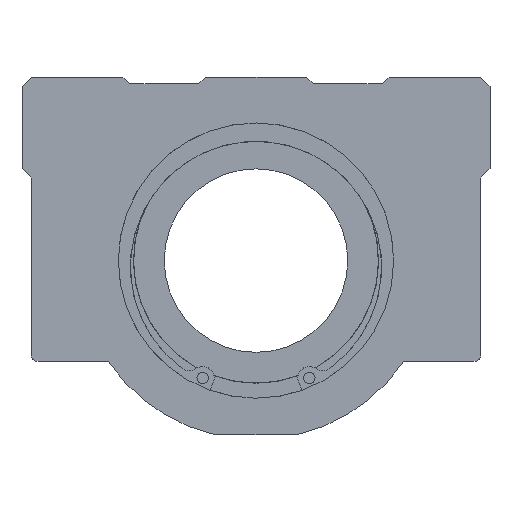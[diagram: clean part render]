
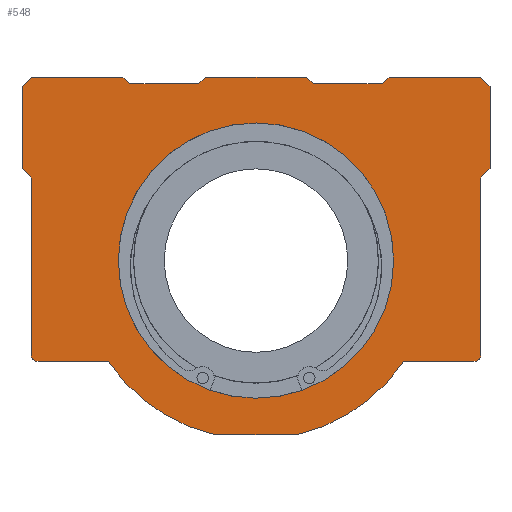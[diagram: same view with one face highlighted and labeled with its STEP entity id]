
A CAD part, left-side view. The second image highlights one B-rep face of the part: STEP entity #548.
In plain terms, the highlighted planar face has unit normal (-1, 0, 0).
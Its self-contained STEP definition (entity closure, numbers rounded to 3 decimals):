
#248=CIRCLE('',#4642,30.);
#253=CIRCLE('',#4657,1.5);
#260=CIRCLE('',#4667,1.5);
#261=CIRCLE('',#4669,39.);
#262=CIRCLE('',#4670,39.);
#548=ADVANCED_FACE('',(#962,#963),#788,.F.);
#788=PLANE('',#4671);
#962=FACE_BOUND('',#1109,.T.);
#963=FACE_BOUND('',#1110,.T.);
#1109=EDGE_LOOP('',(#2371,#2372,#2373,#2374,#2375,#2376,#2377,#2378,#2379,
#2380,#2381,#2382,#2383,#2384,#2385,#2386,#2387,#2388,#2389,#2390,#2391,
#2392,#2393,#2394));
#1110=EDGE_LOOP('',(#2395));
#1384=LINE('',#6012,#1698);
#1409=LINE('',#6464,#1723);
#1461=LINE('',#6796,#1775);
#1467=LINE('',#6810,#1781);
#1470=LINE('',#6815,#1784);
#1473=LINE('',#6821,#1787);
#1474=LINE('',#6823,#1788);
#1480=LINE('',#6839,#1794);
#1494=LINE('',#6881,#1808);
#1495=LINE('',#6885,#1809);
#1496=LINE('',#6886,#1810);
#1497=LINE('',#6888,#1811);
#1498=LINE('',#6890,#1812);
#1499=LINE('',#6892,#1813);
#1500=LINE('',#6894,#1814);
#1501=LINE('',#6895,#1815);
#1502=LINE('',#6897,#1816);
#1503=LINE('',#6899,#1817);
#1504=LINE('',#6901,#1818);
#1505=LINE('',#6903,#1819);
#1698=VECTOR('',#4874,1.);
#1723=VECTOR('',#4901,1.);
#1775=VECTOR('',#5133,1.);
#1781=VECTOR('',#5141,1.);
#1784=VECTOR('',#5146,1.);
#1787=VECTOR('',#5151,1.);
#1788=VECTOR('',#5154,1.);
#1794=VECTOR('',#5168,1.);
#1808=VECTOR('',#5204,1.);
#1809=VECTOR('',#5207,1.);
#1810=VECTOR('',#5208,1.);
#1811=VECTOR('',#5209,1.);
#1812=VECTOR('',#5210,1.);
#1813=VECTOR('',#5211,1.);
#1814=VECTOR('',#5212,1.);
#1815=VECTOR('',#5213,1.);
#1816=VECTOR('',#5214,1.);
#1817=VECTOR('',#5215,1.);
#1818=VECTOR('',#5216,1.);
#1819=VECTOR('',#5217,1.);
#2371=ORIENTED_EDGE('',*,*,#3907,.F.);
#2372=ORIENTED_EDGE('',*,*,#3910,.F.);
#2373=ORIENTED_EDGE('',*,*,#3931,.F.);
#2374=ORIENTED_EDGE('',*,*,#3932,.F.);
#2375=ORIENTED_EDGE('',*,*,#3933,.F.);
#2376=ORIENTED_EDGE('',*,*,#3934,.F.);
#2377=ORIENTED_EDGE('',*,*,#3929,.F.);
#2378=ORIENTED_EDGE('',*,*,#3773,.F.);
#2379=ORIENTED_EDGE('',*,*,#3935,.F.);
#2380=ORIENTED_EDGE('',*,*,#3936,.F.);
#2381=ORIENTED_EDGE('',*,*,#3937,.F.);
#2382=ORIENTED_EDGE('',*,*,#3938,.F.);
#2383=ORIENTED_EDGE('',*,*,#3939,.F.);
#2384=ORIENTED_EDGE('',*,*,#3902,.F.);
#2385=ORIENTED_EDGE('',*,*,#3895,.F.);
#2386=ORIENTED_EDGE('',*,*,#3898,.F.);
#2387=ORIENTED_EDGE('',*,*,#3889,.F.);
#2388=ORIENTED_EDGE('',*,*,#3901,.F.);
#2389=ORIENTED_EDGE('',*,*,#3940,.F.);
#2390=ORIENTED_EDGE('',*,*,#3941,.F.);
#2391=ORIENTED_EDGE('',*,*,#3942,.F.);
#2392=ORIENTED_EDGE('',*,*,#3943,.F.);
#2393=ORIENTED_EDGE('',*,*,#3944,.F.);
#2394=ORIENTED_EDGE('',*,*,#3721,.F.);
#2395=ORIENTED_EDGE('',*,*,#3885,.T.);
#3306=VERTEX_POINT('',#6010);
#3308=VERTEX_POINT('',#6013);
#3357=VERTEX_POINT('',#6459);
#3359=VERTEX_POINT('',#6463);
#3449=VERTEX_POINT('',#6787);
#3450=VERTEX_POINT('',#6797);
#3451=VERTEX_POINT('',#6798);
#3456=VERTEX_POINT('',#6809);
#3457=VERTEX_POINT('',#6811);
#3459=VERTEX_POINT('',#6820);
#3460=VERTEX_POINT('',#6824);
#3463=VERTEX_POINT('',#6832);
#3465=VERTEX_POINT('',#6838);
#3481=VERTEX_POINT('',#6876);
#3482=VERTEX_POINT('',#6880);
#3483=VERTEX_POINT('',#6882);
#3484=VERTEX_POINT('',#6884);
#3485=VERTEX_POINT('',#6887);
#3486=VERTEX_POINT('',#6889);
#3487=VERTEX_POINT('',#6891);
#3488=VERTEX_POINT('',#6893);
#3489=VERTEX_POINT('',#6896);
#3490=VERTEX_POINT('',#6898);
#3491=VERTEX_POINT('',#6900);
#3492=VERTEX_POINT('',#6902);
#3721=EDGE_CURVE('',#3306,#3308,#1384,.T.);
#3773=EDGE_CURVE('',#3359,#3357,#1409,.T.);
#3885=EDGE_CURVE('',#3449,#3449,#248,.T.);
#3889=EDGE_CURVE('',#3450,#3451,#1461,.T.);
#3895=EDGE_CURVE('',#3456,#3457,#1467,.T.);
#3898=EDGE_CURVE('',#3451,#3456,#1470,.T.);
#3901=EDGE_CURVE('',#3459,#3450,#1473,.T.);
#3902=EDGE_CURVE('',#3457,#3460,#1474,.T.);
#3907=EDGE_CURVE('',#3463,#3306,#253,.T.);
#3910=EDGE_CURVE('',#3465,#3463,#1480,.T.);
#3929=EDGE_CURVE('',#3357,#3481,#260,.T.);
#3931=EDGE_CURVE('',#3482,#3465,#261,.T.);
#3932=EDGE_CURVE('',#3483,#3482,#1494,.T.);
#3933=EDGE_CURVE('',#3484,#3483,#262,.T.);
#3934=EDGE_CURVE('',#3481,#3484,#1495,.T.);
#3935=EDGE_CURVE('',#3485,#3359,#1496,.T.);
#3936=EDGE_CURVE('',#3486,#3485,#1497,.T.);
#3937=EDGE_CURVE('',#3487,#3486,#1498,.T.);
#3938=EDGE_CURVE('',#3488,#3487,#1499,.T.);
#3939=EDGE_CURVE('',#3460,#3488,#1500,.T.);
#3940=EDGE_CURVE('',#3489,#3459,#1501,.T.);
#3941=EDGE_CURVE('',#3490,#3489,#1502,.T.);
#3942=EDGE_CURVE('',#3491,#3490,#1503,.T.);
#3943=EDGE_CURVE('',#3492,#3491,#1504,.T.);
#3944=EDGE_CURVE('',#3308,#3492,#1505,.T.);
#4642=AXIS2_PLACEMENT_3D('',#6786,#5115,#5116);
#4657=AXIS2_PLACEMENT_3D('',#6833,#5162,#5163);
#4667=AXIS2_PLACEMENT_3D('',#6875,#5197,#5198);
#4669=AXIS2_PLACEMENT_3D('',#6879,#5202,#5203);
#4670=AXIS2_PLACEMENT_3D('',#6883,#5205,#5206);
#4671=AXIS2_PLACEMENT_3D('',#6904,#5218,#5219);
#4874=DIRECTION('',(0.,0.,1.));
#4901=DIRECTION('',(0.,0.,-1.));
#5115=DIRECTION('',(1.,0.,0.));
#5116=DIRECTION('',(0.,-1.,0.));
#5133=DIRECTION('',(0.,-0.707,0.707));
#5141=DIRECTION('',(0.,-0.707,-0.707));
#5146=DIRECTION('',(0.,-1.,0.));
#5151=DIRECTION('',(0.,-1.,0.));
#5154=DIRECTION('',(0.,-1.,0.));
#5162=DIRECTION('',(1.,0.,0.));
#5163=DIRECTION('',(0.,0.707,-0.707));
#5168=DIRECTION('',(0.,1.,0.));
#5197=DIRECTION('',(1.,0.,0.));
#5198=DIRECTION('',(0.,-0.707,-0.707));
#5202=DIRECTION('',(1.,0.,0.));
#5203=DIRECTION('',(0.,0.441,-0.897));
#5204=DIRECTION('',(0.,1.,0.));
#5205=DIRECTION('',(1.,0.,0.));
#5206=DIRECTION('',(0.,0.441,-0.897));
#5207=DIRECTION('',(0.,1.,0.));
#5208=DIRECTION('',(0.,0.707,-0.707));
#5209=DIRECTION('',(0.,0.,-1.));
#5210=DIRECTION('',(0.,-0.707,-0.707));
#5211=DIRECTION('',(0.,-1.,0.));
#5212=DIRECTION('',(0.,-0.707,0.707));
#5213=DIRECTION('',(0.,-0.707,-0.707));
#5214=DIRECTION('',(0.,-1.,0.));
#5215=DIRECTION('',(0.,-0.707,0.707));
#5216=DIRECTION('',(0.,0.,1.));
#5217=DIRECTION('',(0.,0.707,0.707));
#5218=DIRECTION('',(1.,0.,0.));
#5219=DIRECTION('',(0.,0.,-1.));
#6010=CARTESIAN_POINT('',(0.,49.,-20.5));
#6012=CARTESIAN_POINT('',(0.,49.,-22.5));
#6013=CARTESIAN_POINT('',(0.,49.,18.));
#6459=CARTESIAN_POINT('',(0.,-49.,-20.5));
#6463=CARTESIAN_POINT('',(0.,-49.,18.));
#6464=CARTESIAN_POINT('',(0.,-49.,16.));
#6786=CARTESIAN_POINT('',(0.,0.,0.));
#6787=CARTESIAN_POINT('',(0.,30.,0.));
#6796=CARTESIAN_POINT('',(0.,12.5,38.5));
#6797=CARTESIAN_POINT('',(0.,12.5,38.5));
#6798=CARTESIAN_POINT('',(0.,11.,40.));
#6809=CARTESIAN_POINT('',(0.,-11.,40.));
#6810=CARTESIAN_POINT('',(0.,-11.,40.));
#6811=CARTESIAN_POINT('',(0.,-12.5,38.5));
#6815=CARTESIAN_POINT('',(0.,11.,40.));
#6820=CARTESIAN_POINT('',(0.,27.5,38.5));
#6821=CARTESIAN_POINT('',(0.,27.5,38.5));
#6823=CARTESIAN_POINT('',(0.,-12.5,38.5));
#6824=CARTESIAN_POINT('',(0.,-27.5,38.5));
#6832=CARTESIAN_POINT('',(0.,47.5,-22.));
#6833=CARTESIAN_POINT('',(0.,47.5,-20.5));
#6838=CARTESIAN_POINT('',(0.,32.202,-22.));
#6839=CARTESIAN_POINT('',(0.,0.,-22.));
#6875=CARTESIAN_POINT('',(0.,-47.5,-20.5));
#6876=CARTESIAN_POINT('',(0.,-47.5,-22.));
#6879=CARTESIAN_POINT('',(0.,0.,0.));
#6880=CARTESIAN_POINT('',(0.,8.775,-38.));
#6881=CARTESIAN_POINT('',(0.,0.,-38.));
#6882=CARTESIAN_POINT('',(0.,-8.775,-38.));
#6883=CARTESIAN_POINT('',(0.,0.,0.));
#6884=CARTESIAN_POINT('',(0.,-32.202,-22.));
#6885=CARTESIAN_POINT('',(0.,0.,-22.));
#6886=CARTESIAN_POINT('',(0.,-51.,20.));
#6887=CARTESIAN_POINT('',(0.,-51.,20.));
#6888=CARTESIAN_POINT('',(0.,-51.,38.));
#6889=CARTESIAN_POINT('',(0.,-51.,38.));
#6890=CARTESIAN_POINT('',(0.,-49.,40.));
#6891=CARTESIAN_POINT('',(0.,-49.,40.));
#6892=CARTESIAN_POINT('',(0.,-29.,40.));
#6893=CARTESIAN_POINT('',(0.,-29.,40.));
#6894=CARTESIAN_POINT('',(0.,-27.5,38.5));
#6895=CARTESIAN_POINT('',(0.,29.,40.));
#6896=CARTESIAN_POINT('',(0.,29.,40.));
#6897=CARTESIAN_POINT('',(0.,49.,40.));
#6898=CARTESIAN_POINT('',(0.,49.,40.));
#6899=CARTESIAN_POINT('',(0.,51.,38.));
#6900=CARTESIAN_POINT('',(0.,51.,38.));
#6901=CARTESIAN_POINT('',(0.,51.,18.));
#6902=CARTESIAN_POINT('',(0.,51.,20.));
#6903=CARTESIAN_POINT('',(0.,49.,18.));
#6904=CARTESIAN_POINT('',(0.,0.,5.252));
